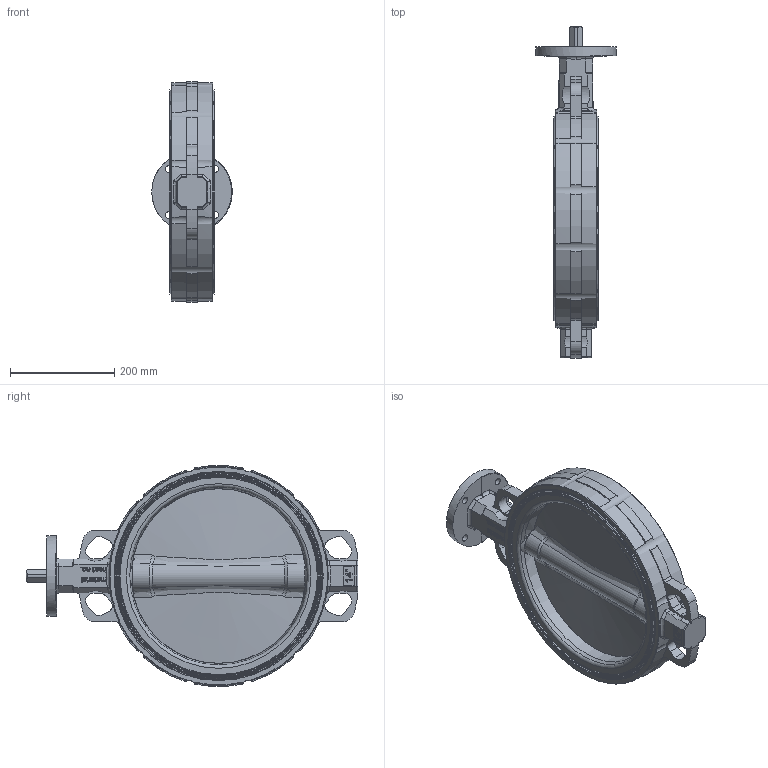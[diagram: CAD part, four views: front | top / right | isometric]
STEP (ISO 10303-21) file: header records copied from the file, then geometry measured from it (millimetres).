
FILE_DESCRIPTION (( 'STEP AP214' ), '1' );
FILE_NAME ('D10350.STEP', '2016-11-21T14:10:00', ( '' ), ( '' ), 'SwSTEP 2.0', 'SolidWorks 2014', '' );
FILE_SCHEMA (( 'AUTOMOTIVE_DESIGN' ));
Length unit declared in the file: millimetre
Products named in the file (1): D10350
Bounding box: 154.4 x 637.2 x 423.89 mm (x, y, z)
Surface area: 664781.5 mm2 (no closed solid volume)
Topology: 0 solids, 16 shells, 756 faces, 2745 edges, 1939 vertices
Faces by surface type: plane 320, bspline 199, cone 119, cylinder 110, torus 6, sphere 2
Full cylindrical faces by diameter (mm): 5 x2, 8 x2, 12 x2, 13.5 x4, 25.9 x1, 85 x1, 86.4 x1, 154.4 x1, 398 x2, 400.6 x2
Entity records: 50543 total; most frequent: CARTESIAN_POINT 21954, ORIENTED_EDGE 4450, DIRECTION 3093, EDGE_CURVE 2698, VERTEX_POINT 1931, VECTOR 1205, LINE 1205, B_SPLINE_CURVE_WITH_KNOTS 1054
